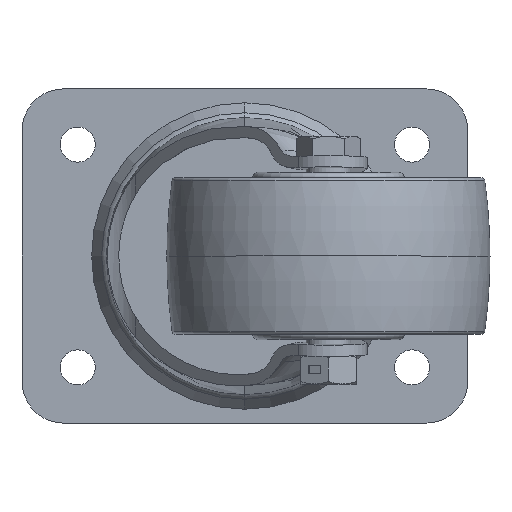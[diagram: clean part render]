
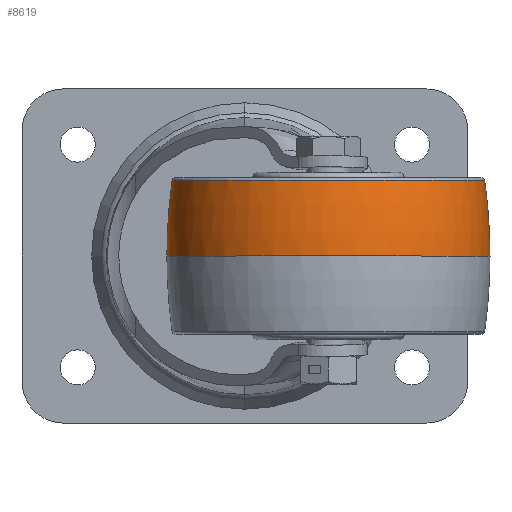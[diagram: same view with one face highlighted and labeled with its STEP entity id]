
A CAD part, front view. The second image highlights one B-rep face of the part: STEP entity #8619.
In plain terms, the highlighted toroidal (fillet/blend) face has major radius 71 mm and minor radius 100 mm.
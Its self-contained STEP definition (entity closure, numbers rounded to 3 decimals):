
#122 = AXIS2_PLACEMENT_3D ( 'NONE', #9986, #260, #6747 ) ;
#260 = DIRECTION ( 'NONE',  ( 0., 1., 0. ) ) ;
#461 = CIRCLE ( 'NONE', #122, 100. ) ;
#998 = CARTESIAN_POINT ( 'NONE',  ( -13.061, -47.007, 13.568 ) ) ;
#1494 = CIRCLE ( 'NONE', #10301, 100. ) ;
#1573 = EDGE_LOOP ( 'NONE', ( #7547, #9364, #1882, #10289 ) ) ;
#1813 = VERTEX_POINT ( 'NONE', #9134 ) ;
#1882 = ORIENTED_EDGE ( 'NONE', *, *, #4817, .T. ) ;
#1938 = EDGE_CURVE ( 'NONE', #2518, #3984, #2005, .T. ) ;
#2005 = CIRCLE ( 'NONE', #5427, 28.061 ) ;
#2518 = VERTEX_POINT ( 'NONE', #6729 ) ;
#3190 = CARTESIAN_POINT ( 'NONE',  ( 15., -47., 0. ) ) ;
#3284 = DIRECTION ( 'NONE',  ( -1., 0., 0. ) ) ;
#3475 = DIRECTION ( 'NONE',  ( -1., 0., 0. ) ) ;
#3581 = TOROIDAL_SURFACE ( 'NONE', #7015, -71., 100. ) ;
#3984 = VERTEX_POINT ( 'NONE', #998 ) ;
#4451 = CARTESIAN_POINT ( 'NONE',  ( 44., -46.993, 0. ) ) ;
#4763 = DIRECTION ( 'NONE',  ( 0., -1., 0. ) ) ;
#4817 = EDGE_CURVE ( 'NONE', #3984, #1813, #1494, .T. ) ;
#5041 = EDGE_CURVE ( 'NONE', #2518, #5618, #461, .T. ) ;
#5357 = EDGE_CURVE ( 'NONE', #5618, #1813, #6800, .T. ) ;
#5427 = AXIS2_PLACEMENT_3D ( 'NONE', #10010, #7597, #3475 ) ;
#5560 = DIRECTION ( 'NONE',  ( 1., 0., 0. ) ) ;
#5618 = VERTEX_POINT ( 'NONE', #4451 ) ;
#5813 = AXIS2_PLACEMENT_3D ( 'NONE', #3190, #8156, #9019 ) ;
#6325 = CARTESIAN_POINT ( 'NONE',  ( 86., -46.983, -0.107 ) ) ;
#6729 = CARTESIAN_POINT ( 'NONE',  ( 43.061, -46.993, 13.568 ) ) ;
#6747 = DIRECTION ( 'NONE',  ( -1., 0., 0. ) ) ;
#6800 = CIRCLE ( 'NONE', #5813, 29. ) ;
#7015 = AXIS2_PLACEMENT_3D ( 'NONE', #7193, #7835, #3284 ) ;
#7193 = CARTESIAN_POINT ( 'NONE',  ( 15., -47., -0.107 ) ) ;
#7547 = ORIENTED_EDGE ( 'NONE', *, *, #5041, .F. ) ;
#7597 = DIRECTION ( 'NONE',  ( 0., 0., -1. ) ) ;
#7835 = DIRECTION ( 'NONE',  ( 0., 0., -1. ) ) ;
#8156 = DIRECTION ( 'NONE',  ( 0., 0., -1. ) ) ;
#8422 = FACE_OUTER_BOUND ( 'NONE', #1573, .T. ) ;
#8619 = ADVANCED_FACE ( 'NONE', ( #8422 ), #3581, .T. ) ;
#9019 = DIRECTION ( 'NONE',  ( -1., 0., 0. ) ) ;
#9134 = CARTESIAN_POINT ( 'NONE',  ( -14., -47.007, 0. ) ) ;
#9364 = ORIENTED_EDGE ( 'NONE', *, *, #1938, .T. ) ;
#9986 = CARTESIAN_POINT ( 'NONE',  ( -56., -47.017, -0.107 ) ) ;
#10010 = CARTESIAN_POINT ( 'NONE',  ( 15., -47., 13.568 ) ) ;
#10289 = ORIENTED_EDGE ( 'NONE', *, *, #5357, .F. ) ;
#10301 = AXIS2_PLACEMENT_3D ( 'NONE', #6325, #4763, #5560 ) ;
